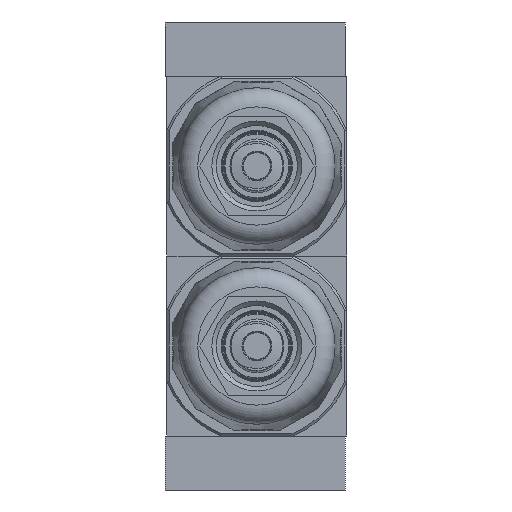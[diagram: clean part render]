
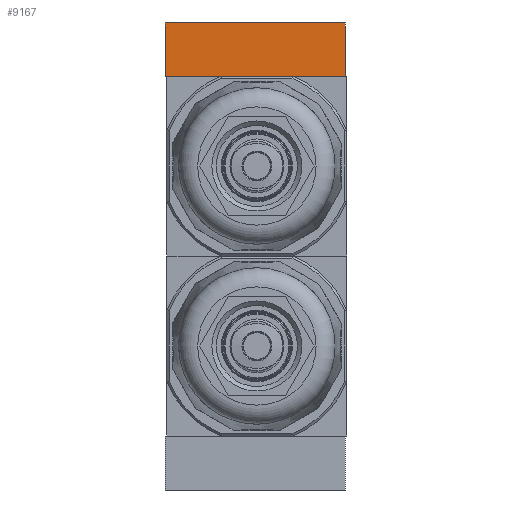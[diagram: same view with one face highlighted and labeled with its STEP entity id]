
A CAD part, front view. The second image highlights one B-rep face of the part: STEP entity #9167.
In plain terms, the highlighted planar face has unit normal (0, -1, 0).
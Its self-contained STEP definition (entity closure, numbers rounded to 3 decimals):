
#1213=ORIENTED_EDGE('',*,*,#3861,.T.);
#1214=ORIENTED_EDGE('',*,*,#3884,.F.);
#1215=ORIENTED_EDGE('',*,*,#3885,.F.);
#1216=ORIENTED_EDGE('',*,*,#3881,.T.);
#3861=EDGE_CURVE('',#5195,#5197,#6137,.T.);
#3881=EDGE_CURVE('',#5217,#5195,#6144,.T.);
#3884=EDGE_CURVE('',#5219,#5197,#6147,.T.);
#3885=EDGE_CURVE('',#5217,#5219,#6148,.T.);
#5195=VERTEX_POINT('',#16713);
#5197=VERTEX_POINT('',#16717);
#5217=VERTEX_POINT('',#16759);
#5219=VERTEX_POINT('',#16765);
#6137=LINE('',#16718,#6709);
#6144=LINE('',#16758,#6716);
#6147=LINE('',#16764,#6719);
#6148=LINE('',#16766,#6720);
#6709=VECTOR('',#13980,1000.);
#6716=VECTOR('',#14015,1000.);
#6719=VECTOR('',#14020,1000.);
#6720=VECTOR('',#14021,1000.);
#7285=EDGE_LOOP('',(#1213,#1214,#1215,#1216));
#8087=FACE_BOUND('',#7285,.T.);
#8892=PLANE('',#12907);
#9167=ADVANCED_FACE('',(#8087),#8892,.F.);
#12907=AXIS2_PLACEMENT_3D('',#16763,#14018,#14019);
#13980=DIRECTION('',(1.,0.,0.));
#14015=DIRECTION('',(0.,0.,-1.));
#14018=DIRECTION('',(0.,1.,0.));
#14019=DIRECTION('',(0.,0.,1.));
#14020=DIRECTION('',(0.,0.,-1.));
#14021=DIRECTION('',(1.,0.,0.));
#16713=CARTESIAN_POINT('',(-20.,-10.,-6.));
#16717=CARTESIAN_POINT('',(20.,-10.,-6.));
#16718=CARTESIAN_POINT('',(-20.,-10.,-6.));
#16758=CARTESIAN_POINT('',(-20.,-10.,6.));
#16759=CARTESIAN_POINT('',(-20.,-10.,6.));
#16763=CARTESIAN_POINT('',(-20.,-10.,6.));
#16764=CARTESIAN_POINT('',(20.,-10.,6.));
#16765=CARTESIAN_POINT('',(20.,-10.,6.));
#16766=CARTESIAN_POINT('',(-20.,-10.,6.));
